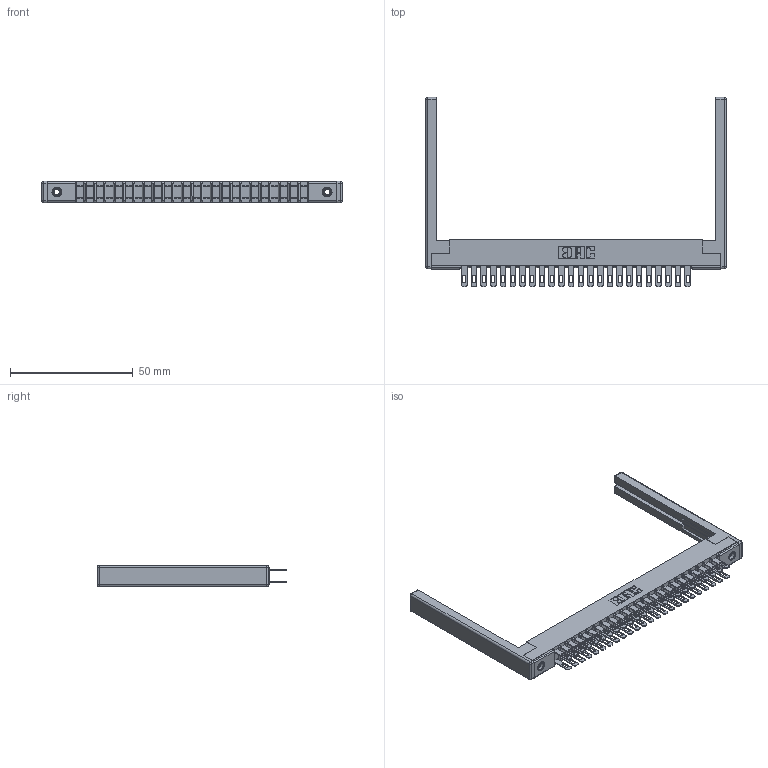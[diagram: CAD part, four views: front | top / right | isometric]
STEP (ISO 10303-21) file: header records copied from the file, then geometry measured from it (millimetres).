
FILE_DESCRIPTION (( 'STEP AP203' ), '1' );
FILE_NAME ('307-048-500-268.STEP', '2019-09-06T09:29:53', ( '' ), ( '' ), 'SwSTEP 2.0', 'SolidWorks 2016', '' );
FILE_SCHEMA (( 'CONFIG_CONTROL_DESIGN' ));
Length unit declared in the file: inch
Products named in the file (5): 345-250-001_345-250-001-102; 307 Part_.156 Dia Mounting Holes; 307-220-068; 307-048-500-268; 307-290-001_500
Assembly tree (53 placements, depth 2):
  307-048-500-268
    307 Part_.156 Dia Mounting Holes
    307-290-001_500  x48
    307-220-068  x2
    345-250-001_345-250-001-102  x2
Bounding box: 122.53 x 77.14 x 8.71 mm (x, y, z)
Volume: 12713.5 mm3; surface area: 19309.7 mm2
Topology: 53 solids, 53 shells, 2505 faces, 6953 edges, 4482 vertices
Faces by surface type: plane 1598, cylinder 833, sphere 58, cone 12, torus 4
Entity records: 26295 total; most frequent: CARTESIAN_POINT 4281, ORIENTED_EDGE 4232, DIRECTION 4218, EDGE_CURVE 2116, LINE 1612, VECTOR 1612, VERTEX_POINT 1366, AXIS2_PLACEMENT_3D 1303
